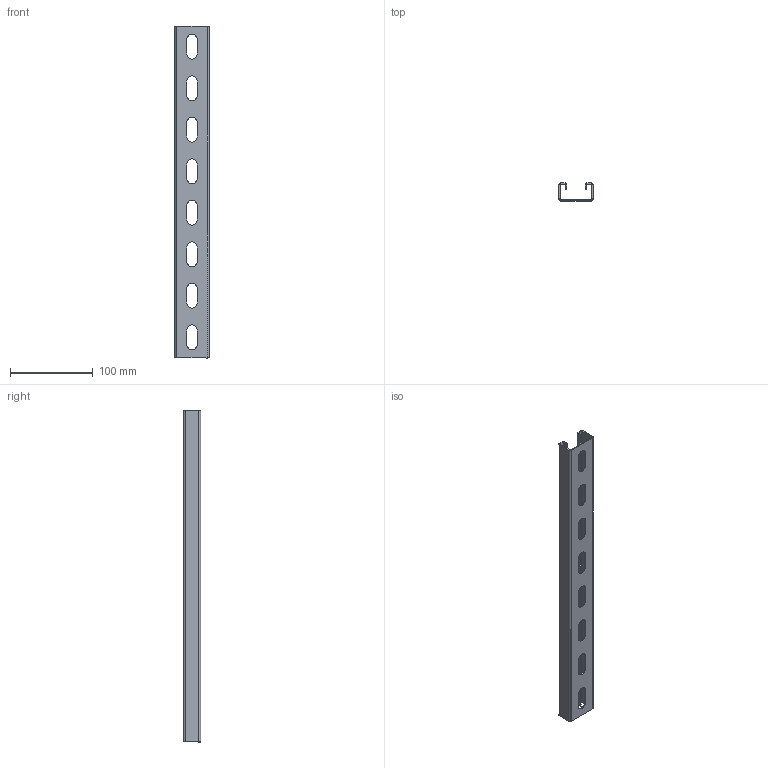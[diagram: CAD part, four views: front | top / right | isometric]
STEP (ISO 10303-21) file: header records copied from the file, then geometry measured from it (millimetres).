
FILE_DESCRIPTION (( 'STEP AP203' ), '1' );
FILE_NAME ('STRUT-镳铘桦黖h21-400.step', '2022-01-25T11:13:54', ( '' ), ( '' ), 'SwSTEP 2.0', 'SolidWorks 2017', '' );
FILE_SCHEMA (( 'CONFIG_CONTROL_DESIGN' ));
Length unit declared in the file: millimetre
Products named in the file (1): STRUT-镳铘桦黖h21-400
Bounding box: 41 x 21 x 400 mm (x, y, z)
Volume: 57184.3 mm3; surface area: 79902.7 mm2
Topology: 1 solids, 1 shells, 694 faces, 2076 edges, 1384 vertices
Faces by surface type: plane 672, cylinder 22
Entity records: 23013 total; most frequent: CARTESIAN_POINT 4155, ORIENTED_EDGE 4152, DIRECTION 3510, EDGE_CURVE 2076, VECTOR 2032, LINE 2032, VERTEX_POINT 1384, AXIS2_PLACEMENT_3D 739
